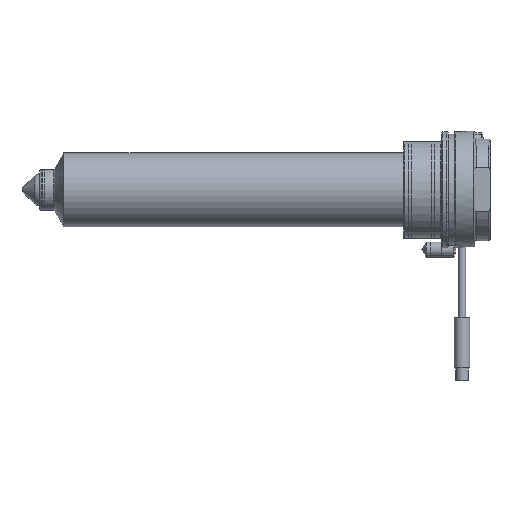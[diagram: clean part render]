
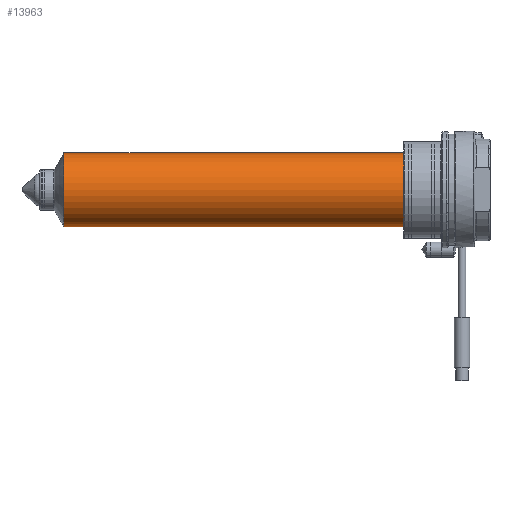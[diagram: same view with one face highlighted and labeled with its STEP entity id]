
A CAD part, top view. The second image highlights one B-rep face of the part: STEP entity #13963.
In plain terms, the highlighted cylindrical face has radius 14.5 mm (diameter 29 mm), a partial arc.
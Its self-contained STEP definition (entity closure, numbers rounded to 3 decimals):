
#165 = CARTESIAN_POINT ( 'NONE',  ( 0., 0., 0. ) ) ;
#453 = DIRECTION ( 'NONE',  ( 0., 0., -1. ) ) ;
#840 = ORIENTED_EDGE ( 'NONE', *, *, #9507, .F. ) ;
#1370 = DIRECTION ( 'NONE',  ( 0., 0., -1. ) ) ;
#1723 = VECTOR ( 'NONE', #6073, 1000. ) ;
#3501 = ORIENTED_EDGE ( 'NONE', *, *, #5221, .T. ) ;
#3959 = VECTOR ( 'NONE', #13796, 1000. ) ;
#4088 = CIRCLE ( 'NONE', #11002, 14.5 ) ;
#4369 = FACE_OUTER_BOUND ( 'NONE', #4389, .T. ) ;
#4389 = EDGE_LOOP ( 'NONE', ( #7663, #3501, #840, #13226 ) ) ;
#4677 = LINE ( 'NONE', #5772, #1723 ) ;
#5221 = EDGE_CURVE ( 'NONE', #6276, #8832, #5271, .T. ) ;
#5271 = LINE ( 'NONE', #12546, #3959 ) ;
#5288 = DIRECTION ( 'NONE',  ( 0., 0., -1. ) ) ;
#5686 = CARTESIAN_POINT ( 'NONE',  ( 14.5, 0., -16.464 ) ) ;
#5772 = CARTESIAN_POINT ( 'NONE',  ( -14.5, 0., 0. ) ) ;
#6006 = EDGE_CURVE ( 'NONE', #7374, #8723, #4677, .T. ) ;
#6073 = DIRECTION ( 'NONE',  ( 0., 0., -1. ) ) ;
#6276 = VERTEX_POINT ( 'NONE', #5686 ) ;
#6407 = AXIS2_PLACEMENT_3D ( 'NONE', #165, #1370, #9532 ) ;
#6435 = EDGE_CURVE ( 'NONE', #7374, #6276, #14445, .T. ) ;
#6485 = DIRECTION ( 'NONE',  ( -1., 0., 0. ) ) ;
#6683 = CARTESIAN_POINT ( 'NONE',  ( -14.5, 0., -150. ) ) ;
#7374 = VERTEX_POINT ( 'NONE', #12564 ) ;
#7628 = CARTESIAN_POINT ( 'NONE',  ( 0., 0., -16.464 ) ) ;
#7663 = ORIENTED_EDGE ( 'NONE', *, *, #6435, .T. ) ;
#7988 = CARTESIAN_POINT ( 'NONE',  ( 14.5, 0., -150. ) ) ;
#8723 = VERTEX_POINT ( 'NONE', #6683 ) ;
#8832 = VERTEX_POINT ( 'NONE', #7988 ) ;
#9507 = EDGE_CURVE ( 'NONE', #8723, #8832, #4088, .T. ) ;
#9532 = DIRECTION ( 'NONE',  ( -1., 0., 0. ) ) ;
#10006 = DIRECTION ( 'NONE',  ( -1., 0., 0. ) ) ;
#11002 = AXIS2_PLACEMENT_3D ( 'NONE', #14784, #453, #10006 ) ;
#12094 = CYLINDRICAL_SURFACE ( 'NONE', #6407, 14.5 ) ;
#12546 = CARTESIAN_POINT ( 'NONE',  ( 14.5, 0., 0. ) ) ;
#12564 = CARTESIAN_POINT ( 'NONE',  ( -14.5, 0., -16.464 ) ) ;
#13226 = ORIENTED_EDGE ( 'NONE', *, *, #6006, .F. ) ;
#13796 = DIRECTION ( 'NONE',  ( 0., 0., -1. ) ) ;
#13963 = ADVANCED_FACE ( 'NONE', ( #4369 ), #12094, .T. ) ;
#14445 = CIRCLE ( 'NONE', #14705, 14.5 ) ;
#14705 = AXIS2_PLACEMENT_3D ( 'NONE', #7628, #5288, #6485 ) ;
#14784 = CARTESIAN_POINT ( 'NONE',  ( 0., 0., -150. ) ) ;
